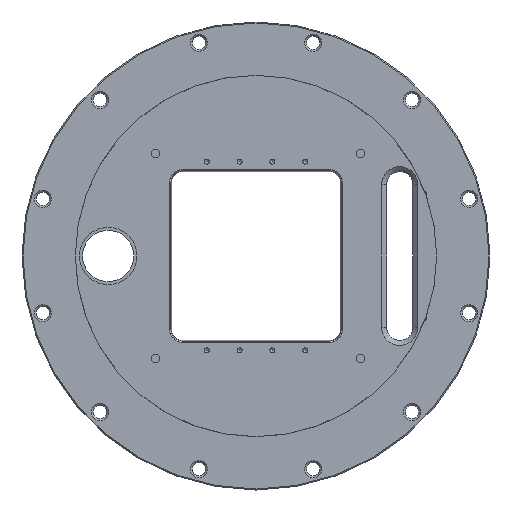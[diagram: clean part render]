
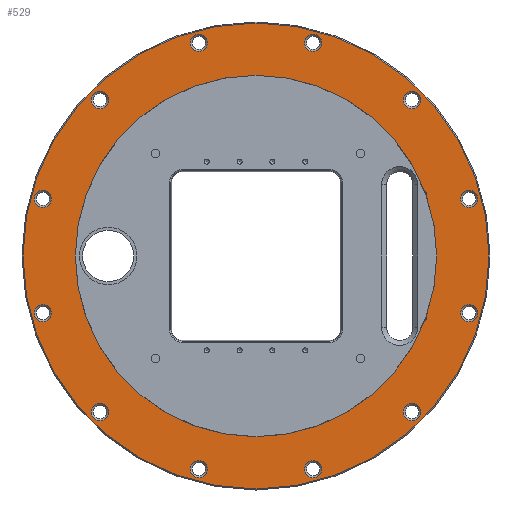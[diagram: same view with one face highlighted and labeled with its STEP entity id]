
A CAD part, front view. The second image highlights one B-rep face of the part: STEP entity #529.
In plain terms, the highlighted planar face has unit normal (0, -1, 0).
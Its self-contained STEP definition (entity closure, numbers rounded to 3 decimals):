
#529=ADVANCED_FACE('',(#818,#819,#820,#821,#822,#823,#824,#825,#826,#827,
#828,#829,#830,#831),#761,.F.);
#761=PLANE('',#3205);
#818=FACE_BOUND('',#1202,.T.);
#819=FACE_BOUND('',#1203,.T.);
#820=FACE_BOUND('',#1204,.T.);
#821=FACE_BOUND('',#1205,.T.);
#822=FACE_BOUND('',#1206,.T.);
#823=FACE_BOUND('',#1207,.T.);
#824=FACE_BOUND('',#1208,.T.);
#825=FACE_BOUND('',#1209,.T.);
#826=FACE_BOUND('',#1210,.T.);
#827=FACE_BOUND('',#1211,.T.);
#828=FACE_BOUND('',#1212,.T.);
#829=FACE_BOUND('',#1213,.T.);
#830=FACE_BOUND('',#1214,.T.);
#831=FACE_BOUND('',#1215,.T.);
#1202=EDGE_LOOP('',(#1636));
#1203=EDGE_LOOP('',(#1637));
#1204=EDGE_LOOP('',(#1638));
#1205=EDGE_LOOP('',(#1639));
#1206=EDGE_LOOP('',(#1640));
#1207=EDGE_LOOP('',(#1641));
#1208=EDGE_LOOP('',(#1642));
#1209=EDGE_LOOP('',(#1643));
#1210=EDGE_LOOP('',(#1644));
#1211=EDGE_LOOP('',(#1645));
#1212=EDGE_LOOP('',(#1646));
#1213=EDGE_LOOP('',(#1647));
#1214=EDGE_LOOP('',(#1648));
#1215=EDGE_LOOP('',(#1649,#1650,#1651,#1652));
#1636=ORIENTED_EDGE('',*,*,#2611,.T.);
#1637=ORIENTED_EDGE('',*,*,#2612,.T.);
#1638=ORIENTED_EDGE('',*,*,#2613,.T.);
#1639=ORIENTED_EDGE('',*,*,#2614,.T.);
#1640=ORIENTED_EDGE('',*,*,#2615,.T.);
#1641=ORIENTED_EDGE('',*,*,#2616,.T.);
#1642=ORIENTED_EDGE('',*,*,#2617,.T.);
#1643=ORIENTED_EDGE('',*,*,#2618,.T.);
#1644=ORIENTED_EDGE('',*,*,#2619,.T.);
#1645=ORIENTED_EDGE('',*,*,#2620,.T.);
#1646=ORIENTED_EDGE('',*,*,#2621,.T.);
#1647=ORIENTED_EDGE('',*,*,#2622,.T.);
#1648=ORIENTED_EDGE('',*,*,#2623,.T.);
#1649=ORIENTED_EDGE('',*,*,#2624,.T.);
#1650=ORIENTED_EDGE('',*,*,#2625,.T.);
#1651=ORIENTED_EDGE('',*,*,#2626,.T.);
#1652=ORIENTED_EDGE('',*,*,#2627,.T.);
#2306=VERTEX_POINT('',#4705);
#2307=VERTEX_POINT('',#4707);
#2308=VERTEX_POINT('',#4709);
#2309=VERTEX_POINT('',#4711);
#2310=VERTEX_POINT('',#4713);
#2311=VERTEX_POINT('',#4715);
#2312=VERTEX_POINT('',#4717);
#2313=VERTEX_POINT('',#4719);
#2314=VERTEX_POINT('',#4721);
#2315=VERTEX_POINT('',#4723);
#2316=VERTEX_POINT('',#4725);
#2317=VERTEX_POINT('',#4727);
#2318=VERTEX_POINT('',#4729);
#2319=VERTEX_POINT('',#4731);
#2320=VERTEX_POINT('',#4732);
#2321=VERTEX_POINT('',#4734);
#2322=VERTEX_POINT('',#4736);
#2611=EDGE_CURVE('',#2306,#2306,#2946,.T.);
#2612=EDGE_CURVE('',#2307,#2307,#2947,.T.);
#2613=EDGE_CURVE('',#2308,#2308,#2948,.T.);
#2614=EDGE_CURVE('',#2309,#2309,#2949,.T.);
#2615=EDGE_CURVE('',#2310,#2310,#2950,.T.);
#2616=EDGE_CURVE('',#2311,#2311,#2951,.T.);
#2617=EDGE_CURVE('',#2312,#2312,#2952,.T.);
#2618=EDGE_CURVE('',#2313,#2313,#2953,.T.);
#2619=EDGE_CURVE('',#2314,#2314,#2954,.T.);
#2620=EDGE_CURVE('',#2315,#2315,#2955,.T.);
#2621=EDGE_CURVE('',#2316,#2316,#2956,.T.);
#2622=EDGE_CURVE('',#2317,#2317,#2957,.T.);
#2623=EDGE_CURVE('',#2318,#2318,#2958,.T.);
#2624=EDGE_CURVE('',#2319,#2320,#2959,.T.);
#2625=EDGE_CURVE('',#2320,#2321,#2960,.T.);
#2626=EDGE_CURVE('',#2321,#2322,#2961,.T.);
#2627=EDGE_CURVE('',#2322,#2319,#2962,.T.);
#2946=CIRCLE('',#3188,113.5);
#2947=CIRCLE('',#3189,4.2);
#2948=CIRCLE('',#3190,4.2);
#2949=CIRCLE('',#3191,4.2);
#2950=CIRCLE('',#3192,4.2);
#2951=CIRCLE('',#3193,4.2);
#2952=CIRCLE('',#3194,4.2);
#2953=CIRCLE('',#3195,4.2);
#2954=CIRCLE('',#3196,4.2);
#2955=CIRCLE('',#3197,4.2);
#2956=CIRCLE('',#3198,4.2);
#2957=CIRCLE('',#3199,4.2);
#2958=CIRCLE('',#3200,4.2);
#2959=CIRCLE('',#3201,88.);
#2960=CIRCLE('',#3202,2.1);
#2961=CIRCLE('',#3203,88.);
#2962=CIRCLE('',#3204,2.1);
#3188=AXIS2_PLACEMENT_3D('',#4704,#3663,#3664);
#3189=AXIS2_PLACEMENT_3D('',#4706,#3665,#3666);
#3190=AXIS2_PLACEMENT_3D('',#4708,#3667,#3668);
#3191=AXIS2_PLACEMENT_3D('',#4710,#3669,#3670);
#3192=AXIS2_PLACEMENT_3D('',#4712,#3671,#3672);
#3193=AXIS2_PLACEMENT_3D('',#4714,#3673,#3674);
#3194=AXIS2_PLACEMENT_3D('',#4716,#3675,#3676);
#3195=AXIS2_PLACEMENT_3D('',#4718,#3677,#3678);
#3196=AXIS2_PLACEMENT_3D('',#4720,#3679,#3680);
#3197=AXIS2_PLACEMENT_3D('',#4722,#3681,#3682);
#3198=AXIS2_PLACEMENT_3D('',#4724,#3683,#3684);
#3199=AXIS2_PLACEMENT_3D('',#4726,#3685,#3686);
#3200=AXIS2_PLACEMENT_3D('',#4728,#3687,#3688);
#3201=AXIS2_PLACEMENT_3D('',#4730,#3689,#3690);
#3202=AXIS2_PLACEMENT_3D('',#4733,#3691,#3692);
#3203=AXIS2_PLACEMENT_3D('',#4735,#3693,#3694);
#3204=AXIS2_PLACEMENT_3D('',#4737,#3695,#3696);
#3205=AXIS2_PLACEMENT_3D('',#4738,#3697,#3698);
#3663=DIRECTION('',(0.,-1.,0.));
#3664=DIRECTION('',(0.,0.,1.));
#3665=DIRECTION('',(0.,1.,0.));
#3666=DIRECTION('',(0.,0.,1.));
#3667=DIRECTION('',(0.,1.,0.));
#3668=DIRECTION('',(0.,0.,1.));
#3669=DIRECTION('',(0.,1.,0.));
#3670=DIRECTION('',(0.,0.,1.));
#3671=DIRECTION('',(0.,1.,0.));
#3672=DIRECTION('',(0.,0.,1.));
#3673=DIRECTION('',(0.,1.,0.));
#3674=DIRECTION('',(0.,0.,1.));
#3675=DIRECTION('',(0.,1.,0.));
#3676=DIRECTION('',(0.,0.,1.));
#3677=DIRECTION('',(0.,1.,0.));
#3678=DIRECTION('',(0.,0.,1.));
#3679=DIRECTION('',(0.,1.,0.));
#3680=DIRECTION('',(0.,0.,1.));
#3681=DIRECTION('',(0.,1.,0.));
#3682=DIRECTION('',(0.,0.,1.));
#3683=DIRECTION('',(0.,1.,0.));
#3684=DIRECTION('',(0.,0.,1.));
#3685=DIRECTION('',(0.,1.,0.));
#3686=DIRECTION('',(0.,0.,1.));
#3687=DIRECTION('',(0.,1.,0.));
#3688=DIRECTION('',(0.,0.,1.));
#3689=DIRECTION('',(0.,1.,0.));
#3690=DIRECTION('',(0.,0.,1.));
#3691=DIRECTION('',(0.,1.,0.));
#3692=DIRECTION('',(0.,0.,1.));
#3693=DIRECTION('',(0.,1.,0.));
#3694=DIRECTION('',(0.,0.,1.));
#3695=DIRECTION('',(0.,1.,0.));
#3696=DIRECTION('',(0.,0.,1.));
#3697=DIRECTION('',(0.,1.,0.));
#3698=DIRECTION('',(1.,0.,0.));
#4704=CARTESIAN_POINT('',(0.286,328.339,-5.001));
#4705=CARTESIAN_POINT('',(0.286,328.339,108.499));
#4706=CARTESIAN_POINT('',(104.124,328.339,22.822));
#4707=CARTESIAN_POINT('',(104.124,328.339,27.022));
#4708=CARTESIAN_POINT('',(76.3,328.339,71.013));
#4709=CARTESIAN_POINT('',(76.3,328.339,75.213));
#4710=CARTESIAN_POINT('',(28.11,328.339,98.836));
#4711=CARTESIAN_POINT('',(28.11,328.339,103.036));
#4712=CARTESIAN_POINT('',(-27.537,328.339,98.836));
#4713=CARTESIAN_POINT('',(-27.537,328.339,103.036));
#4714=CARTESIAN_POINT('',(-75.727,328.339,71.013));
#4715=CARTESIAN_POINT('',(-75.727,328.339,75.213));
#4716=CARTESIAN_POINT('',(-103.551,328.339,22.822));
#4717=CARTESIAN_POINT('',(-103.551,328.339,27.022));
#4718=CARTESIAN_POINT('',(-103.551,328.339,-32.824));
#4719=CARTESIAN_POINT('',(-103.551,328.339,-28.624));
#4720=CARTESIAN_POINT('',(-75.727,328.339,-81.015));
#4721=CARTESIAN_POINT('',(-75.727,328.339,-76.815));
#4722=CARTESIAN_POINT('',(-27.537,328.339,-108.838));
#4723=CARTESIAN_POINT('',(-27.537,328.339,-104.638));
#4724=CARTESIAN_POINT('',(28.11,328.339,-108.838));
#4725=CARTESIAN_POINT('',(28.11,328.339,-104.638));
#4726=CARTESIAN_POINT('',(76.3,328.339,-81.015));
#4727=CARTESIAN_POINT('',(76.3,328.339,-76.815));
#4728=CARTESIAN_POINT('',(104.124,328.339,-32.824));
#4729=CARTESIAN_POINT('',(104.124,328.339,-28.624));
#4730=CARTESIAN_POINT('',(0.286,328.339,-5.001));
#4731=CARTESIAN_POINT('',(83.266,328.339,24.298));
#4732=CARTESIAN_POINT('',(83.266,328.339,-34.299));
#4733=CARTESIAN_POINT('',(81.286,328.339,-35.001));
#4734=CARTESIAN_POINT('',(82.332,328.339,-36.822));
#4735=CARTESIAN_POINT('',(0.286,328.339,-5.001));
#4736=CARTESIAN_POINT('',(82.332,328.339,26.821));
#4737=CARTESIAN_POINT('',(81.286,328.339,24.999));
#4738=CARTESIAN_POINT('',(0.286,328.339,-5.001));
